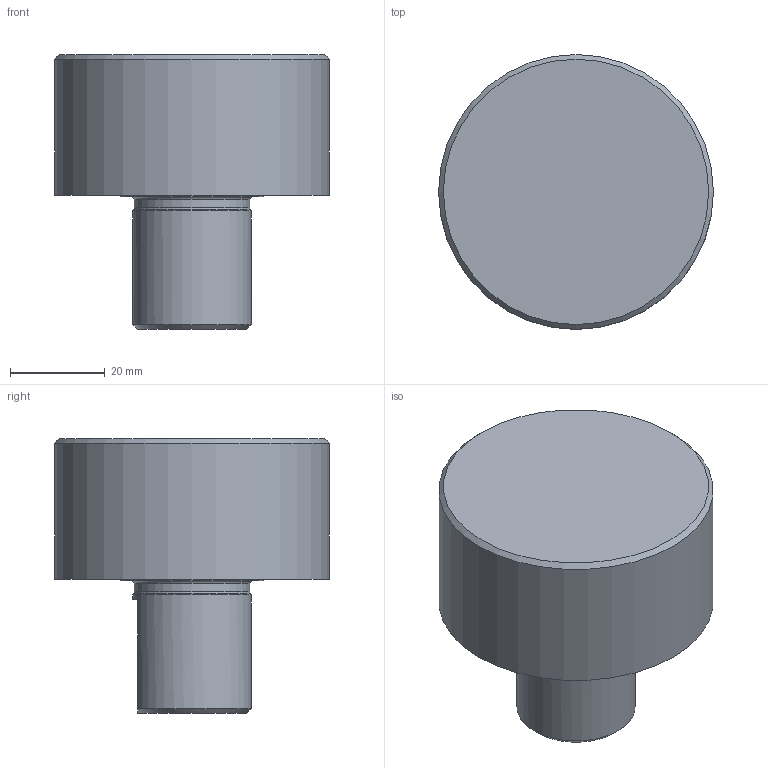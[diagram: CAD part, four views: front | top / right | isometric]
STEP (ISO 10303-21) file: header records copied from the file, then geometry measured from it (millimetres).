
FILE_DESCRIPTION(/* description */ (''),/* implementation_level */ '2;1');
FILE_NAME(/* name */ 'W9990159A.stp',/* time_stamp */ '2009-05-13T09:49:41+02:00',/* author */ (''),/* organization */ (''),/* preprocessor_version */ 'ST-DEVELOPER v11',/* originating_system */ 'UGS - NX 5.0',/* authorisation */ '');
FILE_SCHEMA (('AUTOMOTIVE_DESIGN { 1 0 10303 214 0 1 1 1 }'));
Length unit declared in the file: millimetre
Products named in the file (1): krue9409khhd
Bounding box: 58 x 58 x 58 mm (x, y, z)
Volume: 71174.1 mm3; surface area: 20350 mm2
Topology: 1 solids, 1 shells, 55 faces, 111 edges, 70 vertices
Faces by surface type: plane 23, cylinder 20, torus 6, cone 6
Full cylindrical faces by diameter (mm): 16.2 x1, 16.4 x1, 17 x2, 23 x1, 24.4 x1, 24.95 x1, 25 x1, 28 x1, 30 x1, 37.22 x2, 39 x1, 39.05 x2, 47 x2, 48.2 x1, 58 x1
Entity records: 1259 total; most frequent: DIRECTION 233, CARTESIAN_POINT 191, ORIENTED_EDGE 140, AXIS2_PLACEMENT_3D 109, EDGE_LOOP 99, FACE_BOUND 88, EDGE_CURVE 70, VERTEX_POINT 59
